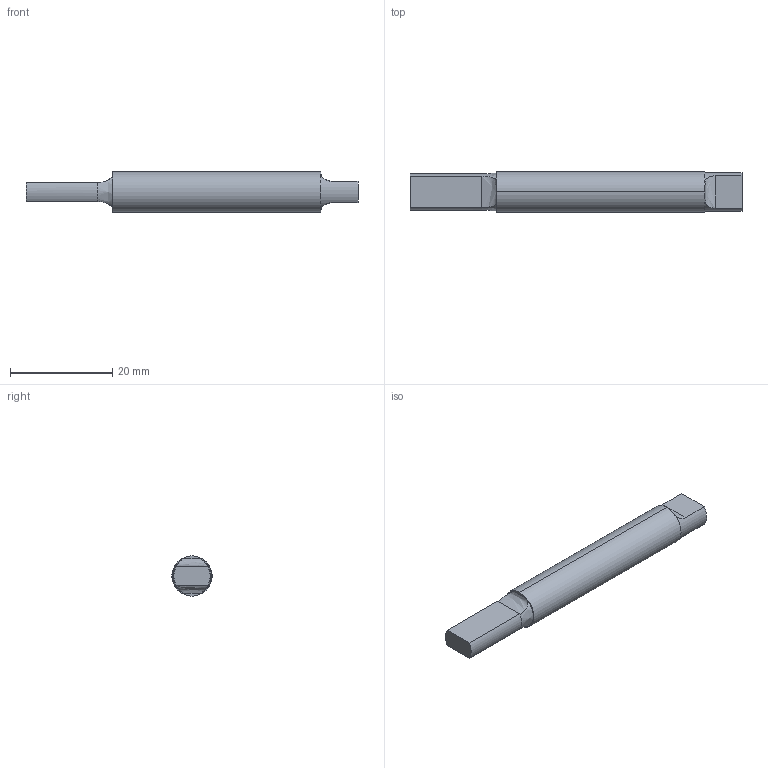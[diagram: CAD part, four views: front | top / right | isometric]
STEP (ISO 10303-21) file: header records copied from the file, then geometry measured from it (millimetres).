
FILE_DESCRIPTION (( 'STEP AP214' ), '1' );
FILE_NAME ('diff axel right side.STEP', '2024-08-30T07:25:31', ( '' ), ( '' ), 'SwSTEP 2.0', 'SolidWorks 2023', '' );
FILE_SCHEMA (( 'AUTOMOTIVE_DESIGN' ));
Length unit declared in the file: millimetre
Products named in the file (1): diff axel right side
Bounding box: 65 x 7.9 x 7.9 mm (x, y, z)
Volume: 2661.3 mm3; surface area: 1589.3 mm2
Topology: 1 solids, 1 shells, 20 faces, 48 edges, 32 vertices
Faces by surface type: plane 8, cylinder 6, bspline 6
Entity records: 1085 total; most frequent: CARTESIAN_POINT 653, ORIENTED_EDGE 96, DIRECTION 64, EDGE_CURVE 48, VERTEX_POINT 32, AXIS2_PLACEMENT_3D 25, B_SPLINE_CURVE_WITH_KNOTS 24, EDGE_LOOP 22
